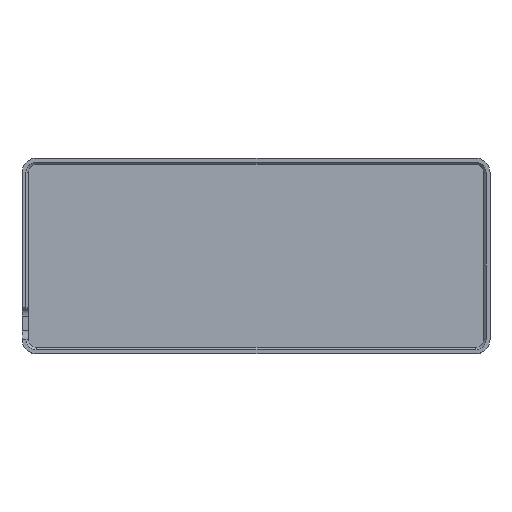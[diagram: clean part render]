
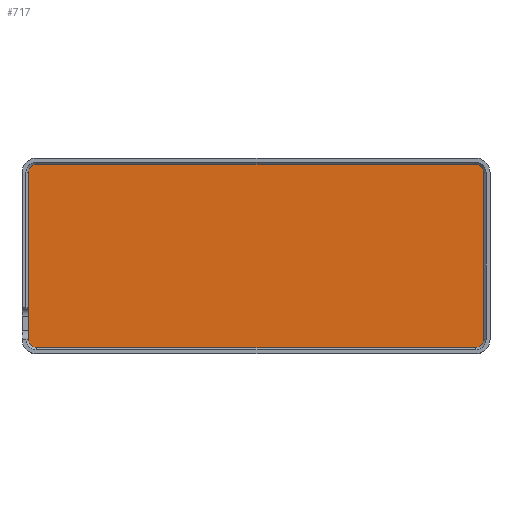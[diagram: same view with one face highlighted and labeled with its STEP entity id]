
A CAD part, top view. The second image highlights one B-rep face of the part: STEP entity #717.
In plain terms, the highlighted planar face has unit normal (0, 0, 1).
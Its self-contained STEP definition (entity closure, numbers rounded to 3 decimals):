
#33=CIRCLE('',#739,3.525);
#34=CIRCLE('',#742,3.525);
#35=CIRCLE('',#745,3.525);
#36=CIRCLE('',#748,3.525);
#101=FACE_OUTER_BOUND('',#142,.T.);
#142=EDGE_LOOP('',(#646,#647,#648,#649,#650,#651,#652,#653));
#170=LINE('',#1077,#243);
#173=LINE('',#1085,#246);
#176=LINE('',#1093,#249);
#178=LINE('',#1099,#251);
#243=VECTOR('',#860,10.);
#246=VECTOR('',#869,10.);
#249=VECTOR('',#878,10.);
#251=VECTOR('',#886,10.);
#312=VERTEX_POINT('',#1069);
#313=VERTEX_POINT('',#1071);
#314=VERTEX_POINT('',#1075);
#315=VERTEX_POINT('',#1079);
#316=VERTEX_POINT('',#1083);
#317=VERTEX_POINT('',#1087);
#318=VERTEX_POINT('',#1091);
#319=VERTEX_POINT('',#1095);
#384=EDGE_CURVE('',#313,#312,#33,.T.);
#387=EDGE_CURVE('',#312,#314,#170,.T.);
#389=EDGE_CURVE('',#314,#315,#34,.T.);
#391=EDGE_CURVE('',#315,#316,#173,.T.);
#393=EDGE_CURVE('',#316,#317,#35,.T.);
#395=EDGE_CURVE('',#317,#318,#176,.T.);
#397=EDGE_CURVE('',#318,#319,#36,.T.);
#398=EDGE_CURVE('',#319,#313,#178,.T.);
#646=ORIENTED_EDGE('',*,*,#397,.T.);
#647=ORIENTED_EDGE('',*,*,#398,.T.);
#648=ORIENTED_EDGE('',*,*,#384,.T.);
#649=ORIENTED_EDGE('',*,*,#387,.T.);
#650=ORIENTED_EDGE('',*,*,#389,.T.);
#651=ORIENTED_EDGE('',*,*,#391,.T.);
#652=ORIENTED_EDGE('',*,*,#393,.T.);
#653=ORIENTED_EDGE('',*,*,#395,.T.);
#676=PLANE('',#788);
#717=ADVANCED_FACE('',(#101),#676,.T.);
#739=AXIS2_PLACEMENT_3D('',#1072,#854,#855);
#742=AXIS2_PLACEMENT_3D('',#1081,#864,#865);
#745=AXIS2_PLACEMENT_3D('',#1089,#873,#874);
#748=AXIS2_PLACEMENT_3D('',#1097,#882,#883);
#788=AXIS2_PLACEMENT_3D('',#1206,#1000,#1001);
#854=DIRECTION('center_axis',(0.,0.,1.));
#855=DIRECTION('ref_axis',(-1.,0.,0.));
#860=DIRECTION('',(1.,0.,0.));
#864=DIRECTION('center_axis',(0.,0.,1.));
#865=DIRECTION('ref_axis',(0.,-1.,0.));
#869=DIRECTION('',(0.,1.,0.));
#873=DIRECTION('center_axis',(0.,0.,1.));
#874=DIRECTION('ref_axis',(1.,0.,0.));
#878=DIRECTION('',(-1.,0.,0.));
#882=DIRECTION('center_axis',(0.,0.,1.));
#883=DIRECTION('ref_axis',(0.,1.,0.));
#886=DIRECTION('',(0.,-1.,0.));
#1000=DIRECTION('center_axis',(0.,0.,1.));
#1001=DIRECTION('ref_axis',(-1.,0.,0.));
#1069=CARTESIAN_POINT('',(20.638,-136.081,1.6));
#1071=CARTESIAN_POINT('',(17.113,-132.556,1.6));
#1072=CARTESIAN_POINT('Origin',(20.638,-132.556,1.6));
#1075=CARTESIAN_POINT('',(204.788,-136.081,1.6));
#1077=CARTESIAN_POINT('',(20.638,-136.081,1.6));
#1079=CARTESIAN_POINT('',(208.313,-132.556,1.6));
#1081=CARTESIAN_POINT('Origin',(204.788,-132.556,1.6));
#1083=CARTESIAN_POINT('',(208.313,-62.706,1.6));
#1085=CARTESIAN_POINT('',(208.313,-132.556,1.6));
#1087=CARTESIAN_POINT('',(204.788,-59.181,1.6));
#1089=CARTESIAN_POINT('Origin',(204.788,-62.706,1.6));
#1091=CARTESIAN_POINT('',(20.638,-59.181,1.6));
#1093=CARTESIAN_POINT('',(204.788,-59.181,1.6));
#1095=CARTESIAN_POINT('',(17.113,-62.706,1.6));
#1097=CARTESIAN_POINT('Origin',(20.638,-62.706,1.6));
#1099=CARTESIAN_POINT('',(17.113,-62.706,1.6));
#1206=CARTESIAN_POINT('Origin',(112.713,-97.631,1.6));
